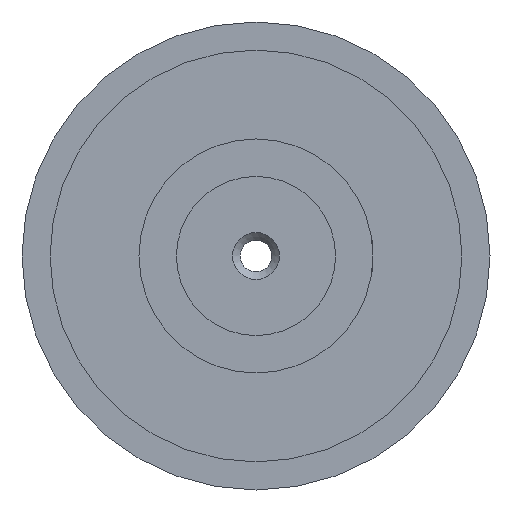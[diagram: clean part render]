
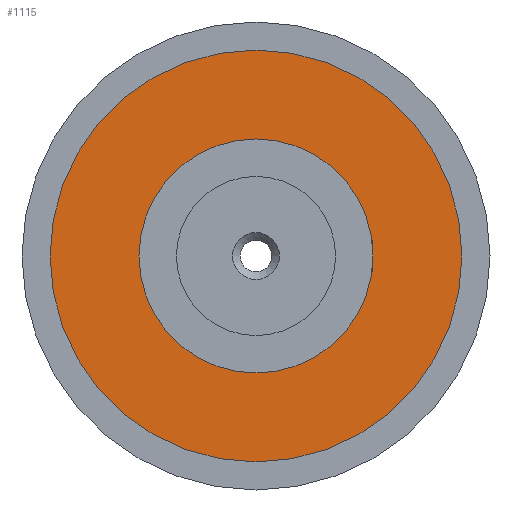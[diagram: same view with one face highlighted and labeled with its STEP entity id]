
A CAD part, front view. The second image highlights one B-rep face of the part: STEP entity #1115.
In plain terms, the highlighted planar face has unit normal (0, -1, 0).
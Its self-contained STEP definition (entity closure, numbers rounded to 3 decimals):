
#49=FACE_BOUND('',#190,.T.);
#112=FACE_OUTER_BOUND('',#189,.T.);
#189=EDGE_LOOP('',(#992));
#190=EDGE_LOOP('',(#993));
#231=CIRCLE('',#1237,12.5);
#232=CIRCLE('',#1239,22.);
#552=VERTEX_POINT('',#1901);
#553=VERTEX_POINT('',#1905);
#699=EDGE_CURVE('',#552,#552,#231,.T.);
#701=EDGE_CURVE('',#553,#553,#232,.T.);
#992=ORIENTED_EDGE('',*,*,#701,.F.);
#993=ORIENTED_EDGE('',*,*,#699,.T.);
#1052=PLANE('',#1238);
#1115=ADVANCED_FACE('',(#112,#49),#1052,.T.);
#1237=AXIS2_PLACEMENT_3D('',#1902,#1543,#1544);
#1238=AXIS2_PLACEMENT_3D('',#1904,#1546,#1547);
#1239=AXIS2_PLACEMENT_3D('',#1906,#1548,#1549);
#1543=DIRECTION('center_axis',(0.,1.,0.));
#1544=DIRECTION('ref_axis',(1.,0.,0.));
#1546=DIRECTION('center_axis',(0.,-1.,0.));
#1547=DIRECTION('ref_axis',(0.,0.,-1.));
#1548=DIRECTION('center_axis',(0.,1.,0.));
#1549=DIRECTION('ref_axis',(1.,0.,0.));
#1901=CARTESIAN_POINT('',(-12.5,1.5,0.));
#1902=CARTESIAN_POINT('Origin',(0.,1.5,0.));
#1904=CARTESIAN_POINT('Origin',(22.,1.5,0.));
#1905=CARTESIAN_POINT('',(-22.,1.5,0.));
#1906=CARTESIAN_POINT('Origin',(0.,1.5,0.));
